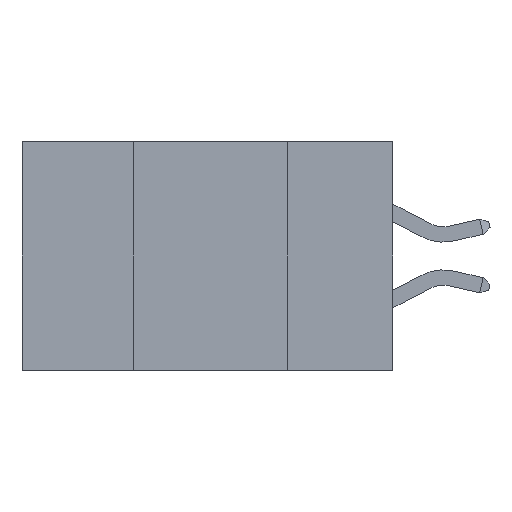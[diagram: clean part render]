
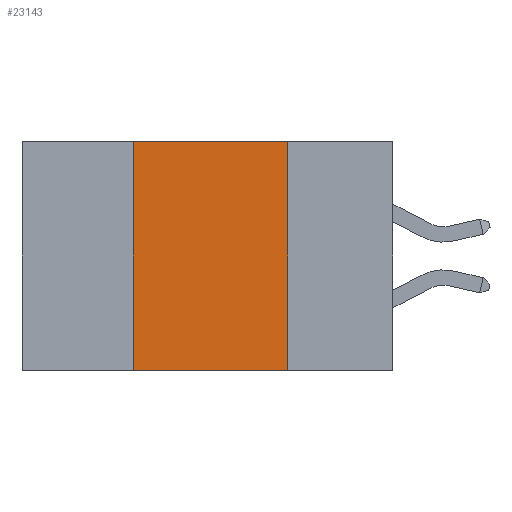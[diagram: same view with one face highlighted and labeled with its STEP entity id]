
A CAD part, left-side view. The second image highlights one B-rep face of the part: STEP entity #23143.
In plain terms, the highlighted planar face has unit normal (-1, 0, 0).
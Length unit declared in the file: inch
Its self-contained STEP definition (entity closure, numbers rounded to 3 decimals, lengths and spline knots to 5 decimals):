
#579 = CARTESIAN_POINT ( 'NONE',  ( 0., 0.17, 0. ) ) ;
#654 = ORIENTED_EDGE ( 'NONE', *, *, #5453, .F. ) ;
#1966 = ORIENTED_EDGE ( 'NONE', *, *, #15196, .F. ) ;
#1995 = VERTEX_POINT ( 'NONE', #15980 ) ;
#2377 = VECTOR ( 'NONE', #6670, 39.37008 ) ;
#2611 = DIRECTION ( 'NONE',  ( 0., 0., -1. ) ) ;
#3186 = CARTESIAN_POINT ( 'NONE',  ( 0., 0.6, 0. ) ) ;
#4205 = LINE ( 'NONE', #12972, #9896 ) ;
#4804 = LINE ( 'NONE', #10542, #2377 ) ;
#4938 = LINE ( 'NONE', #3186, #15520 ) ;
#5453 = EDGE_CURVE ( 'NONE', #12194, #10163, #12282, .T. ) ;
#6537 = VECTOR ( 'NONE', #17765, 39.37008 ) ;
#6670 = DIRECTION ( 'NONE',  ( 0., 0., -1. ) ) ;
#9737 = CARTESIAN_POINT ( 'NONE',  ( 0., 0.42, 0. ) ) ;
#9896 = VECTOR ( 'NONE', #9931, 39.37008 ) ;
#9931 = DIRECTION ( 'NONE',  ( 0., -1., 0. ) ) ;
#9979 = CARTESIAN_POINT ( 'NONE',  ( 0., 0.6, 0. ) ) ;
#10163 = VERTEX_POINT ( 'NONE', #9737 ) ;
#10278 = CARTESIAN_POINT ( 'NONE',  ( 0., 0.42, 0. ) ) ;
#10542 = CARTESIAN_POINT ( 'NONE',  ( 0., 0.17, 0. ) ) ;
#10786 = DIRECTION ( 'NONE',  ( 0., -1., 0. ) ) ;
#12194 = VERTEX_POINT ( 'NONE', #17690 ) ;
#12282 = LINE ( 'NONE', #10278, #6537 ) ;
#12707 = ORIENTED_EDGE ( 'NONE', *, *, #16639, .F. ) ;
#12972 = CARTESIAN_POINT ( 'NONE',  ( 0., 0.6, -0.37 ) ) ;
#13790 = EDGE_CURVE ( 'NONE', #12194, #1995, #4205, .T. ) ;
#14955 = EDGE_LOOP ( 'NONE', ( #1966, #12707, #654, #18026 ) ) ;
#15196 = EDGE_CURVE ( 'NONE', #20550, #1995, #4804, .T. ) ;
#15520 = VECTOR ( 'NONE', #10786, 39.37008 ) ;
#15718 = PLANE ( 'NONE',  #23420 ) ;
#15980 = CARTESIAN_POINT ( 'NONE',  ( 0., 0.17, -0.37 ) ) ;
#16639 = EDGE_CURVE ( 'NONE', #10163, #20550, #4938, .T. ) ;
#17690 = CARTESIAN_POINT ( 'NONE',  ( 0., 0.42, -0.37 ) ) ;
#17765 = DIRECTION ( 'NONE',  ( 0., 0., 1. ) ) ;
#18026 = ORIENTED_EDGE ( 'NONE', *, *, #13790, .T. ) ;
#19212 = DIRECTION ( 'NONE',  ( 1., 0., 0. ) ) ;
#20550 = VERTEX_POINT ( 'NONE', #579 ) ;
#22947 = FACE_OUTER_BOUND ( 'NONE', #14955, .T. ) ;
#23143 = ADVANCED_FACE ( 'NONE', ( #22947 ), #15718, .F. ) ;
#23420 = AXIS2_PLACEMENT_3D ( 'NONE', #9979, #19212, #2611 ) ;
